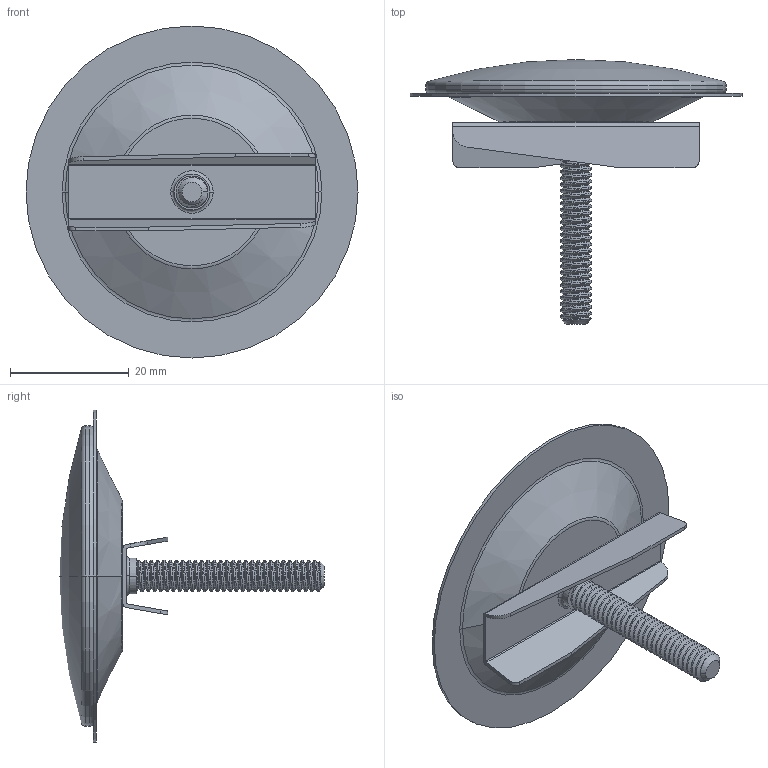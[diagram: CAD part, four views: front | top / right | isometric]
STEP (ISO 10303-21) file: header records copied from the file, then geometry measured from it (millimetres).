
FILE_DESCRIPTION((''),'2;1');
FILE_NAME('103_WEB','2010-11-15T',('project'),(''),'PRO/ENGINEER BY PARAMETRIC TECHNOLOGY CORPORATION, 2009300','PRO/ENGINEER BY PARAMETRIC TECHNOLOGY CORPORATION, 2009300','');
FILE_SCHEMA(('CONFIG_CONTROL_DESIGN'));
Length unit declared in the file: inch
Products named in the file (1): 103_WEB
Bounding box: 55.88 x 44.58 x 55.88 mm (x, y, z)
Surface area: 11816.8 mm2 (no closed solid volume)
Topology: 0 solids, 6 shells, 140 faces, 381 edges, 246 vertices
Faces by surface type: cylinder 83, bspline 24, plane 17, torus 10, cone 4, sphere 2
Entity records: 10846 total; most frequent: CARTESIAN_POINT 7712, ORIENTED_EDGE 724, DIRECTION 483, EDGE_CURVE 379, VERTEX_POINT 246, B_SPLINE_CURVE_WITH_KNOTS 182, AXIS2_PLACEMENT_3D 170, VECTOR 143
